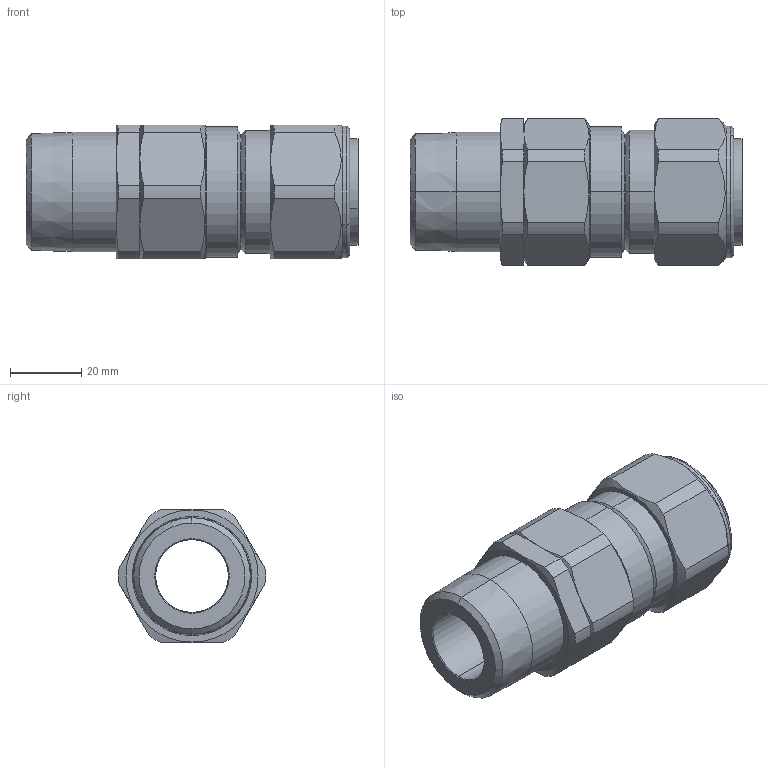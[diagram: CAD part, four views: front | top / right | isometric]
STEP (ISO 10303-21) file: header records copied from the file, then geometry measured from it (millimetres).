
FILE_DESCRIPTION (( 'STEP AP203' ), '1' );
FILE_NAME ('25PX2K%1RA033.STEP', '2021-05-11T13:43:25', ( '' ), ( '' ), 'SwSTEP 2.0', 'SolidWorks 2017', '' );
FILE_SCHEMA (( 'CONFIG_CONTROL_DESIGN' ));
Length unit declared in the file: millimetre
Products named in the file (1): 25PX2K%1RA033
Bounding box: 93.05 x 41.23 x 37.5 mm (x, y, z)
Volume: 57964.8 mm3; surface area: 19991.2 mm2
Topology: 1 solids, 1 shells, 103 faces, 240 edges, 146 vertices
Faces by surface type: cylinder 34, plane 33, cone 30, torus 6
Entity records: 3271 total; most frequent: CARTESIAN_POINT 842, DIRECTION 512, ORIENTED_EDGE 480, EDGE_CURVE 240, AXIS2_PLACEMENT_3D 212, VERTEX_POINT 146, EDGE_LOOP 112, CIRCLE 108
